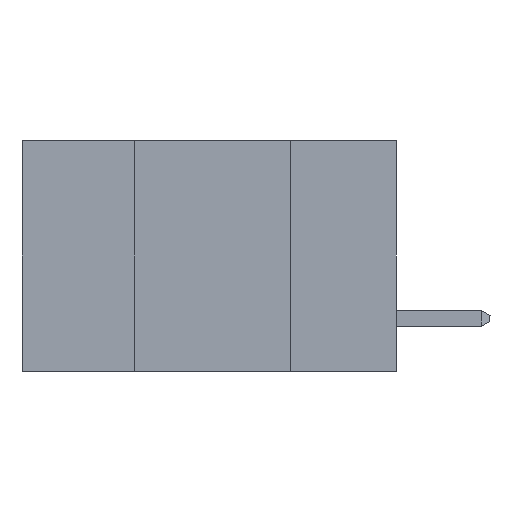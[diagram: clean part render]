
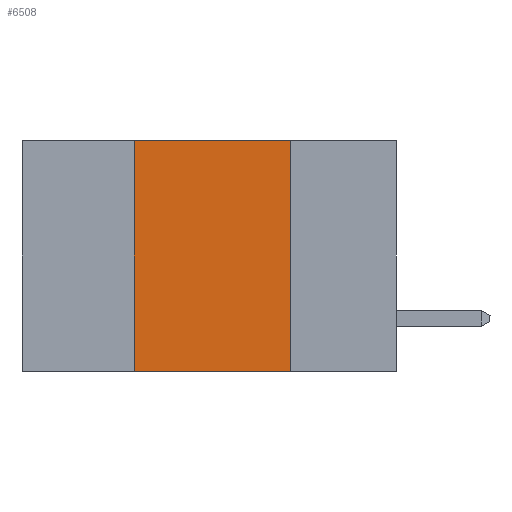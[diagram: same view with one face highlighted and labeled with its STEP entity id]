
A CAD part, left-side view. The second image highlights one B-rep face of the part: STEP entity #6508.
In plain terms, the highlighted planar face has unit normal (-1, 0, 0).
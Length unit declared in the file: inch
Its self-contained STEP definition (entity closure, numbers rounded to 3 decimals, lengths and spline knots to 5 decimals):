
#21 = LINE ( 'NONE', #122, #10275 ) ;
#122 = CARTESIAN_POINT ( 'NONE',  ( 0., 0.17, -0.37 ) ) ;
#852 = CARTESIAN_POINT ( 'NONE',  ( 0., 0.42, -0.37 ) ) ;
#863 = PLANE ( 'NONE',  #17286 ) ;
#1728 = LINE ( 'NONE', #17557, #19838 ) ;
#2192 = DIRECTION ( 'NONE',  ( 0., 0., 1. ) ) ;
#2817 = VERTEX_POINT ( 'NONE', #4013 ) ;
#3382 = VERTEX_POINT ( 'NONE', #12083 ) ;
#4013 = CARTESIAN_POINT ( 'NONE',  ( 0., 0.17, -0.37 ) ) ;
#5388 = EDGE_LOOP ( 'NONE', ( #16648, #16528, #5910, #7350 ) ) ;
#5636 = CARTESIAN_POINT ( 'NONE',  ( 0., 0.6, 0. ) ) ;
#5748 = CARTESIAN_POINT ( 'NONE',  ( 0., 0.42, 0. ) ) ;
#5910 = ORIENTED_EDGE ( 'NONE', *, *, #9904, .F. ) ;
#6508 = ADVANCED_FACE ( 'NONE', ( #15105 ), #863, .F. ) ;
#7350 = ORIENTED_EDGE ( 'NONE', *, *, #14240, .T. ) ;
#9160 = CARTESIAN_POINT ( 'NONE',  ( 0., 0.6, -0.37 ) ) ;
#9648 = DIRECTION ( 'NONE',  ( 0., -1., 0. ) ) ;
#9904 = EDGE_CURVE ( 'NONE', #18345, #20039, #15302, .T. ) ;
#10275 = VECTOR ( 'NONE', #10835, 39.37008 ) ;
#10835 = DIRECTION ( 'NONE',  ( 0., 0., -1. ) ) ;
#11259 = VECTOR ( 'NONE', #15517, 39.37008 ) ;
#11989 = DIRECTION ( 'NONE',  ( 1., 0., 0. ) ) ;
#11996 = EDGE_CURVE ( 'NONE', #20039, #3382, #1728, .T. ) ;
#12083 = CARTESIAN_POINT ( 'NONE',  ( 0., 0.17, 0. ) ) ;
#14240 = EDGE_CURVE ( 'NONE', #18345, #2817, #17073, .T. ) ;
#14421 = EDGE_CURVE ( 'NONE', #3382, #2817, #21, .T. ) ;
#14941 = CARTESIAN_POINT ( 'NONE',  ( 0., 0.42, -0.37 ) ) ;
#15105 = FACE_OUTER_BOUND ( 'NONE', #5388, .T. ) ;
#15302 = LINE ( 'NONE', #852, #19498 ) ;
#15517 = DIRECTION ( 'NONE',  ( 0., -1., 0. ) ) ;
#16528 = ORIENTED_EDGE ( 'NONE', *, *, #11996, .F. ) ;
#16648 = ORIENTED_EDGE ( 'NONE', *, *, #14421, .F. ) ;
#17073 = LINE ( 'NONE', #9160, #11259 ) ;
#17286 = AXIS2_PLACEMENT_3D ( 'NONE', #5636, #11989, #18323 ) ;
#17557 = CARTESIAN_POINT ( 'NONE',  ( 0., 0.6, 0. ) ) ;
#18323 = DIRECTION ( 'NONE',  ( 0., 0., -1. ) ) ;
#18345 = VERTEX_POINT ( 'NONE', #14941 ) ;
#19498 = VECTOR ( 'NONE', #2192, 39.37008 ) ;
#19838 = VECTOR ( 'NONE', #9648, 39.37008 ) ;
#20039 = VERTEX_POINT ( 'NONE', #5748 ) ;
